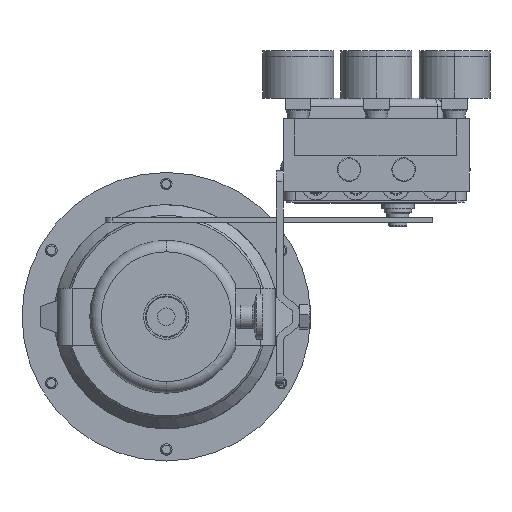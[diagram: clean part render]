
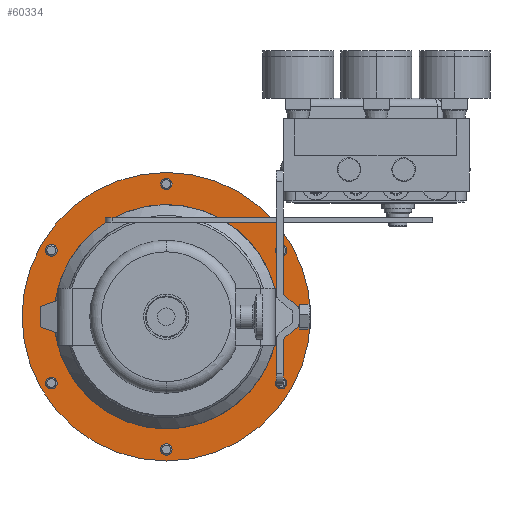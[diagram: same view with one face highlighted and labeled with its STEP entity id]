
A CAD part, front view. The second image highlights one B-rep face of the part: STEP entity #60334.
In plain terms, the highlighted planar face has unit normal (0, -1, 0).
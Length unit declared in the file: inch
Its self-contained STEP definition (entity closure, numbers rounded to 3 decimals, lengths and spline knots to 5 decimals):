
#620 = FACE_OUTER_BOUND ( 'NONE', #35799, .T. ) ;
#1618 = DIRECTION ( 'NONE',  ( 0., 1., 0. ) ) ;
#3370 = CARTESIAN_POINT ( 'NONE',  ( 0., 6.92, 0. ) ) ;
#15285 = VERTEX_POINT ( 'NONE', #72385 ) ;
#20501 = DIRECTION ( 'NONE',  ( -1., 0., 0. ) ) ;
#21848 = CIRCLE ( 'NONE', #79761, 2.4285 ) ;
#22162 = EDGE_CURVE ( 'NONE', #64281, #87661, #21848, .T. ) ;
#22529 = ORIENTED_EDGE ( 'NONE', *, *, #62918, .T. ) ;
#25050 = DIRECTION ( 'NONE',  ( 1., 0., 0. ) ) ;
#30106 = CARTESIAN_POINT ( 'NONE',  ( 0., 6.92, 0. ) ) ;
#31388 = ORIENTED_EDGE ( 'NONE', *, *, #91980, .F. ) ;
#32265 = CIRCLE ( 'NONE', #60636, 2.4285 ) ;
#32555 = DIRECTION ( 'NONE',  ( 0., 1., 0. ) ) ;
#32677 = DIRECTION ( 'NONE',  ( 0., 1., 0. ) ) ;
#35799 = EDGE_LOOP ( 'NONE', ( #31388, #92288 ) ) ;
#42690 = CARTESIAN_POINT ( 'NONE',  ( 0., 6.92, -3.239 ) ) ;
#43285 = CARTESIAN_POINT ( 'NONE',  ( 3.125, 6.92, 0. ) ) ;
#43306 = PLANE ( 'NONE',  #50759 ) ;
#50759 = AXIS2_PLACEMENT_3D ( 'NONE', #42690, #93564, #72394 ) ;
#51917 = DIRECTION ( 'NONE',  ( 1., 0., 0. ) ) ;
#54113 = CARTESIAN_POINT ( 'NONE',  ( 0., 6.92, 0. ) ) ;
#54369 = AXIS2_PLACEMENT_3D ( 'NONE', #3370, #32555, #83168 ) ;
#55077 = CARTESIAN_POINT ( 'NONE',  ( -2.4285, 6.92, 0. ) ) ;
#55708 = ORIENTED_EDGE ( 'NONE', *, *, #22162, .T. ) ;
#56569 = CARTESIAN_POINT ( 'NONE',  ( 0., 6.92, 0. ) ) ;
#57429 = CIRCLE ( 'NONE', #78638, 3.125 ) ;
#59643 = EDGE_CURVE ( 'NONE', #73958, #15285, #62987, .T. ) ;
#60334 = ADVANCED_FACE ( 'NONE', ( #620, #90090 ), #43306, .T. ) ;
#60636 = AXIS2_PLACEMENT_3D ( 'NONE', #54113, #32677, #25050 ) ;
#62918 = EDGE_CURVE ( 'NONE', #87661, #64281, #32265, .T. ) ;
#62987 = CIRCLE ( 'NONE', #54369, 3.125 ) ;
#63858 = DIRECTION ( 'NONE',  ( 0., 1., 0. ) ) ;
#64281 = VERTEX_POINT ( 'NONE', #67027 ) ;
#67027 = CARTESIAN_POINT ( 'NONE',  ( 2.4285, 6.92, 0. ) ) ;
#72385 = CARTESIAN_POINT ( 'NONE',  ( -3.125, 6.92, 0. ) ) ;
#72394 = DIRECTION ( 'NONE',  ( -1., 0., 0. ) ) ;
#73958 = VERTEX_POINT ( 'NONE', #43285 ) ;
#78638 = AXIS2_PLACEMENT_3D ( 'NONE', #56569, #63858, #20501 ) ;
#79761 = AXIS2_PLACEMENT_3D ( 'NONE', #30106, #1618, #51917 ) ;
#83168 = DIRECTION ( 'NONE',  ( -1., 0., 0. ) ) ;
#86753 = EDGE_LOOP ( 'NONE', ( #55708, #22529 ) ) ;
#87661 = VERTEX_POINT ( 'NONE', #55077 ) ;
#90090 = FACE_BOUND ( 'NONE', #86753, .T. ) ;
#91980 = EDGE_CURVE ( 'NONE', #15285, #73958, #57429, .T. ) ;
#92288 = ORIENTED_EDGE ( 'NONE', *, *, #59643, .F. ) ;
#93564 = DIRECTION ( 'NONE',  ( 0., -1., 0. ) ) ;
